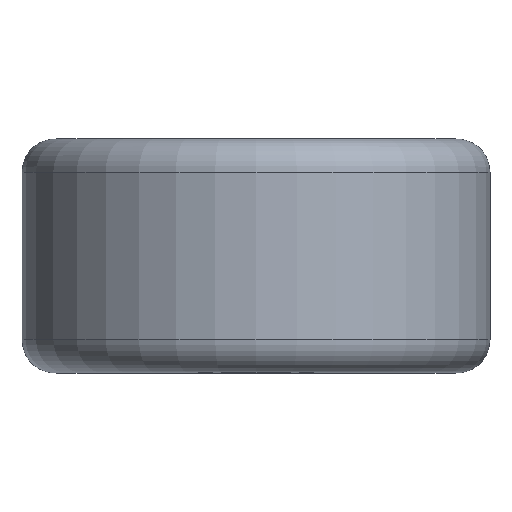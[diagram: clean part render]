
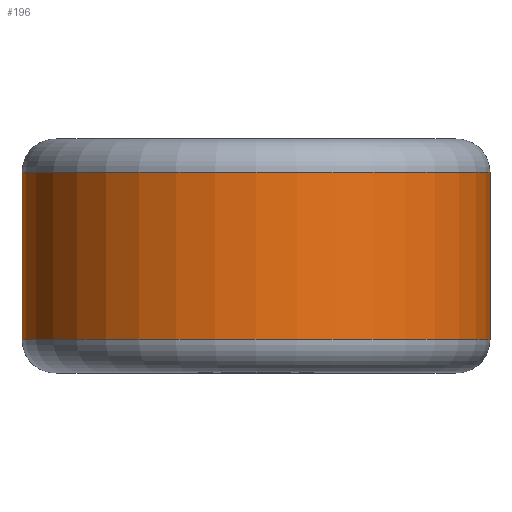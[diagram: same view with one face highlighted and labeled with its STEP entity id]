
A CAD part, top view. The second image highlights one B-rep face of the part: STEP entity #196.
In plain terms, the highlighted cylindrical face has radius 7 mm (diameter 14 mm), a full revolution.
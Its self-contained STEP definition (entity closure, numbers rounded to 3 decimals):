
#38=FACE_OUTER_BOUND('',#56,.T.);
#56=EDGE_LOOP('',(#162,#163,#164,#165,#166,#167));
#67=LINE('',#360,#73);
#73=VECTOR('',#299,7.);
#86=CIRCLE('',#235,7.);
#87=CIRCLE('',#236,7.);
#88=CIRCLE('',#238,7.);
#89=CIRCLE('',#239,7.);
#103=VERTEX_POINT('',#353);
#104=VERTEX_POINT('',#355);
#105=VERTEX_POINT('',#359);
#106=VERTEX_POINT('',#361);
#124=EDGE_CURVE('',#103,#104,#86,.T.);
#125=EDGE_CURVE('',#104,#103,#87,.T.);
#126=EDGE_CURVE('',#104,#105,#67,.T.);
#127=EDGE_CURVE('',#106,#105,#88,.T.);
#128=EDGE_CURVE('',#105,#106,#89,.T.);
#162=ORIENTED_EDGE('',*,*,#125,.F.);
#163=ORIENTED_EDGE('',*,*,#126,.T.);
#164=ORIENTED_EDGE('',*,*,#127,.F.);
#165=ORIENTED_EDGE('',*,*,#128,.F.);
#166=ORIENTED_EDGE('',*,*,#126,.F.);
#167=ORIENTED_EDGE('',*,*,#124,.F.);
#185=CYLINDRICAL_SURFACE('',#237,7.);
#196=ADVANCED_FACE('',(#38),#185,.T.);
#235=AXIS2_PLACEMENT_3D('',#356,#293,#294);
#236=AXIS2_PLACEMENT_3D('',#357,#295,#296);
#237=AXIS2_PLACEMENT_3D('',#358,#297,#298);
#238=AXIS2_PLACEMENT_3D('',#362,#300,#301);
#239=AXIS2_PLACEMENT_3D('',#363,#302,#303);
#293=DIRECTION('center_axis',(0.,1.,0.));
#294=DIRECTION('ref_axis',(1.,0.,0.));
#295=DIRECTION('center_axis',(0.,1.,0.));
#296=DIRECTION('ref_axis',(1.,0.,0.));
#297=DIRECTION('center_axis',(0.,1.,0.));
#298=DIRECTION('ref_axis',(1.,0.,0.));
#299=DIRECTION('',(0.,-1.,0.));
#300=DIRECTION('center_axis',(0.,-1.,0.));
#301=DIRECTION('ref_axis',(1.,0.,0.));
#302=DIRECTION('center_axis',(0.,-1.,0.));
#303=DIRECTION('ref_axis',(1.,0.,0.));
#353=CARTESIAN_POINT('',(0.,6.,-7.));
#355=CARTESIAN_POINT('',(-7.,6.,0.));
#356=CARTESIAN_POINT('Origin',(0.,6.,0.));
#357=CARTESIAN_POINT('Origin',(0.,6.,0.));
#358=CARTESIAN_POINT('Origin',(0.,0.,0.));
#359=CARTESIAN_POINT('',(-7.,1.,0.));
#360=CARTESIAN_POINT('',(-7.,0.,0.));
#361=CARTESIAN_POINT('',(0.,1.,-7.));
#362=CARTESIAN_POINT('Origin',(0.,1.,0.));
#363=CARTESIAN_POINT('Origin',(0.,1.,0.));
